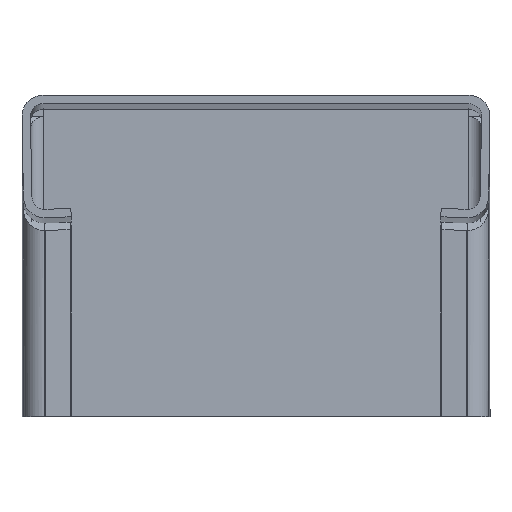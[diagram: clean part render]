
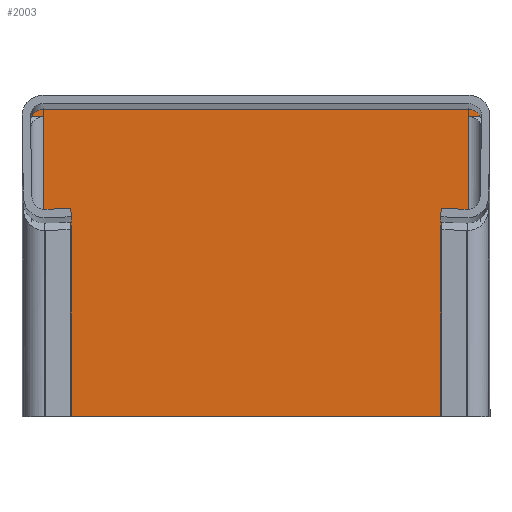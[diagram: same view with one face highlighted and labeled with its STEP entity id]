
A CAD part, top view. The second image highlights one B-rep face of the part: STEP entity #2003.
In plain terms, the highlighted planar face has unit normal (0, 0, 1).
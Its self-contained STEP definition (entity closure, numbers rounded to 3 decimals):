
#9 = VERTEX_POINT ( 'NONE', #2049 ) ;
#55 = CARTESIAN_POINT ( 'NONE',  ( -20.215, -1.507, 0.8 ) ) ;
#119 = DIRECTION ( 'NONE',  ( 0., 1., 0. ) ) ;
#170 = DIRECTION ( 'NONE',  ( 0., 1., 0. ) ) ;
#210 = EDGE_CURVE ( 'NONE', #494, #1969, #1727, .T. ) ;
#213 = EDGE_CURVE ( 'NONE', #1027, #779, #1678, .T. ) ;
#269 = CARTESIAN_POINT ( 'NONE',  ( -20.215, -300., 0.8 ) ) ;
#299 = VECTOR ( 'NONE', #674, 1000. ) ;
#301 = LINE ( 'NONE', #515, #299 ) ;
#406 = EDGE_CURVE ( 'NONE', #9, #779, #711, .T. ) ;
#441 = CARTESIAN_POINT ( 'NONE',  ( 20.215, -1.507, 0.8 ) ) ;
#459 = CARTESIAN_POINT ( 'NONE',  ( 20.215, -300., 0.8 ) ) ;
#471 = ORIENTED_EDGE ( 'NONE', *, *, #2256, .F. ) ;
#494 = VERTEX_POINT ( 'NONE', #1347 ) ;
#508 = DIRECTION ( 'NONE',  ( 0., 0., -1. ) ) ;
#515 = CARTESIAN_POINT ( 'NONE',  ( -60., -0.8, 0.8 ) ) ;
#537 = CARTESIAN_POINT ( 'NONE',  ( 20.215, -30., 0.8 ) ) ;
#569 = LINE ( 'NONE', #592, #2020 ) ;
#578 = VERTEX_POINT ( 'NONE', #698 ) ;
#592 = CARTESIAN_POINT ( 'NONE',  ( -21.815, -300., 0.8 ) ) ;
#611 = EDGE_CURVE ( 'NONE', #578, #9, #301, .T. ) ;
#644 = LINE ( 'NONE', #1956, #1072 ) ;
#662 = PLANE ( 'NONE',  #1715 ) ;
#674 = DIRECTION ( 'NONE',  ( 1., 0., 0. ) ) ;
#698 = CARTESIAN_POINT ( 'NONE',  ( -21.815, -0.8, 0.8 ) ) ;
#711 = LINE ( 'NONE', #1276, #724 ) ;
#724 = VECTOR ( 'NONE', #1277, 1000. ) ;
#735 = ORIENTED_EDGE ( 'NONE', *, *, #2187, .T. ) ;
#779 = VERTEX_POINT ( 'NONE', #917 ) ;
#872 = EDGE_LOOP ( 'NONE', ( #1538, #735, #1661, #1671, #2085, #2064, #471, #1199 ) ) ;
#883 = DIRECTION ( 'NONE',  ( 0., 1., 0. ) ) ;
#917 = CARTESIAN_POINT ( 'NONE',  ( 21.815, -1.507, 0.8 ) ) ;
#1027 = VERTEX_POINT ( 'NONE', #441 ) ;
#1035 = VECTOR ( 'NONE', #170, 1000. ) ;
#1061 = CARTESIAN_POINT ( 'NONE',  ( -60., -1.507, 0.8 ) ) ;
#1069 = VECTOR ( 'NONE', #119, 1000. ) ;
#1072 = VECTOR ( 'NONE', #1837, 1000. ) ;
#1199 = ORIENTED_EDGE ( 'NONE', *, *, #210, .T. ) ;
#1276 = CARTESIAN_POINT ( 'NONE',  ( 21.815, -300., 0.8 ) ) ;
#1277 = DIRECTION ( 'NONE',  ( 0., -1., 0. ) ) ;
#1279 = FACE_OUTER_BOUND ( 'NONE', #872, .T. ) ;
#1347 = CARTESIAN_POINT ( 'NONE',  ( -21.815, -1.507, 0.8 ) ) ;
#1456 = DIRECTION ( 'NONE',  ( 1., 0., 0. ) ) ;
#1460 = CARTESIAN_POINT ( 'NONE',  ( -60., -1.507, 0.8 ) ) ;
#1464 = DIRECTION ( 'NONE',  ( 1., 0., 0. ) ) ;
#1538 = ORIENTED_EDGE ( 'NONE', *, *, #2384, .F. ) ;
#1550 = CARTESIAN_POINT ( 'NONE',  ( -20.215, -30., 0.8 ) ) ;
#1600 = DIRECTION ( 'NONE',  ( -1., 0., 0. ) ) ;
#1661 = ORIENTED_EDGE ( 'NONE', *, *, #2242, .T. ) ;
#1671 = ORIENTED_EDGE ( 'NONE', *, *, #213, .T. ) ;
#1678 = LINE ( 'NONE', #1460, #1827 ) ;
#1715 = AXIS2_PLACEMENT_3D ( 'NONE', #2400, #508, #1600 ) ;
#1727 = LINE ( 'NONE', #1061, #1998 ) ;
#1827 = VECTOR ( 'NONE', #1456, 1000. ) ;
#1837 = DIRECTION ( 'NONE',  ( 1., 0., 0. ) ) ;
#1918 = VERTEX_POINT ( 'NONE', #537 ) ;
#1956 = CARTESIAN_POINT ( 'NONE',  ( -20.215, -30., 0.8 ) ) ;
#1969 = VERTEX_POINT ( 'NONE', #55 ) ;
#1982 = VERTEX_POINT ( 'NONE', #1550 ) ;
#1998 = VECTOR ( 'NONE', #1464, 1000. ) ;
#2003 = ADVANCED_FACE ( 'NONE', ( #1279 ), #662, .F. ) ;
#2020 = VECTOR ( 'NONE', #883, 1000. ) ;
#2049 = CARTESIAN_POINT ( 'NONE',  ( 21.815, -0.8, 0.8 ) ) ;
#2064 = ORIENTED_EDGE ( 'NONE', *, *, #611, .F. ) ;
#2085 = ORIENTED_EDGE ( 'NONE', *, *, #406, .F. ) ;
#2102 = LINE ( 'NONE', #269, #1069 ) ;
#2133 = LINE ( 'NONE', #459, #1035 ) ;
#2187 = EDGE_CURVE ( 'NONE', #1982, #1918, #644, .T. ) ;
#2242 = EDGE_CURVE ( 'NONE', #1918, #1027, #2133, .T. ) ;
#2256 = EDGE_CURVE ( 'NONE', #494, #578, #569, .T. ) ;
#2384 = EDGE_CURVE ( 'NONE', #1982, #1969, #2102, .T. ) ;
#2400 = CARTESIAN_POINT ( 'NONE',  ( -20.215, -300., 0.8 ) ) ;
